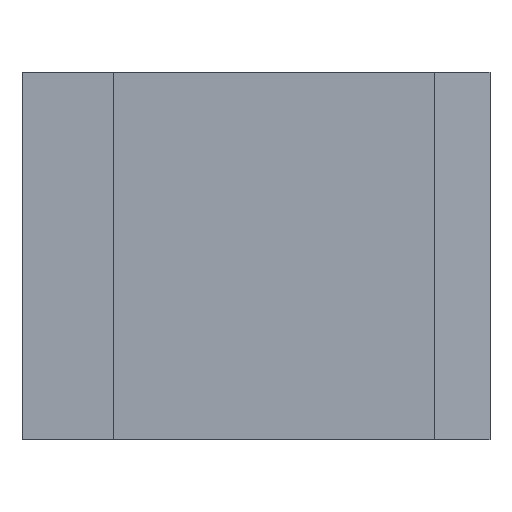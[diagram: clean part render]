
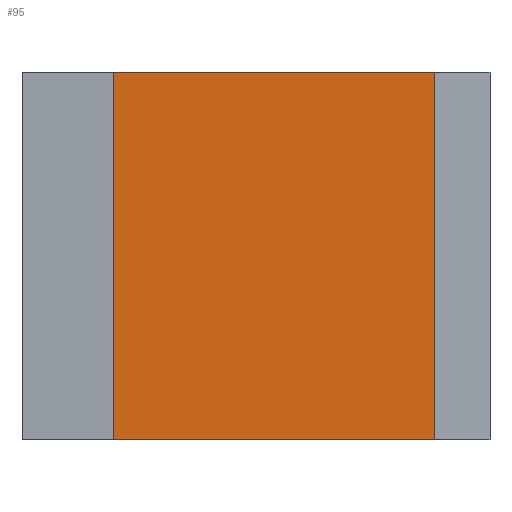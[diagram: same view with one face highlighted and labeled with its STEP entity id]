
A CAD part, left-side view. The second image highlights one B-rep face of the part: STEP entity #95.
In plain terms, the highlighted planar face has unit normal (-1, 0, 0).
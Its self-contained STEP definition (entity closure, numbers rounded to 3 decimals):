
#95 = ADVANCED_FACE( '', ( #146 ), #147, .T. );
#146 = FACE_OUTER_BOUND( '', #202, .T. );
#147 = PLANE( '', #203 );
#202 = EDGE_LOOP( '', ( #363, #364, #365, #366 ) );
#203 = AXIS2_PLACEMENT_3D( '', #367, #368, #369 );
#363 = ORIENTED_EDGE( '', *, *, #481, .T. );
#364 = ORIENTED_EDGE( '', *, *, #482, .F. );
#365 = ORIENTED_EDGE( '', *, *, #483, .T. );
#366 = ORIENTED_EDGE( '', *, *, #479, .T. );
#367 = CARTESIAN_POINT( '', ( -25., 6., 0. ) );
#368 = DIRECTION( '', ( -1., 0., 0. ) );
#369 = DIRECTION( '', ( 0., -1., 0. ) );
#479 = EDGE_CURVE( '', #585, #583, #586, .T. );
#481 = EDGE_CURVE( '', #583, #588, #589, .T. );
#482 = EDGE_CURVE( '', #590, #588, #591, .T. );
#483 = EDGE_CURVE( '', #590, #585, #592, .T. );
#583 = VERTEX_POINT( '', #798 );
#585 = VERTEX_POINT( '', #801 );
#586 = LINE( '', #802, #803 );
#588 = VERTEX_POINT( '', #806 );
#589 = LINE( '', #807, #808 );
#590 = VERTEX_POINT( '', #809 );
#591 = LINE( '', #810, #811 );
#592 = LINE( '', #812, #813 );
#798 = CARTESIAN_POINT( '', ( -25., 6., 40. ) );
#801 = CARTESIAN_POINT( '', ( -25., 6., 0. ) );
#802 = CARTESIAN_POINT( '', ( -25., 6., 0. ) );
#803 = VECTOR( '', #913, 1. );
#806 = CARTESIAN_POINT( '', ( -25., 41., 40. ) );
#807 = CARTESIAN_POINT( '', ( -25., 41., 40. ) );
#808 = VECTOR( '', #915, 1. );
#809 = CARTESIAN_POINT( '', ( -25., 41., 0. ) );
#810 = CARTESIAN_POINT( '', ( -25., 41., 0. ) );
#811 = VECTOR( '', #916, 1. );
#812 = CARTESIAN_POINT( '', ( -25., 41., 0. ) );
#813 = VECTOR( '', #917, 1. );
#913 = DIRECTION( '', ( 0., 0., 1. ) );
#915 = DIRECTION( '', ( 0., 1., 0. ) );
#916 = DIRECTION( '', ( 0., 0., 1. ) );
#917 = DIRECTION( '', ( 0., -1., 0. ) );
